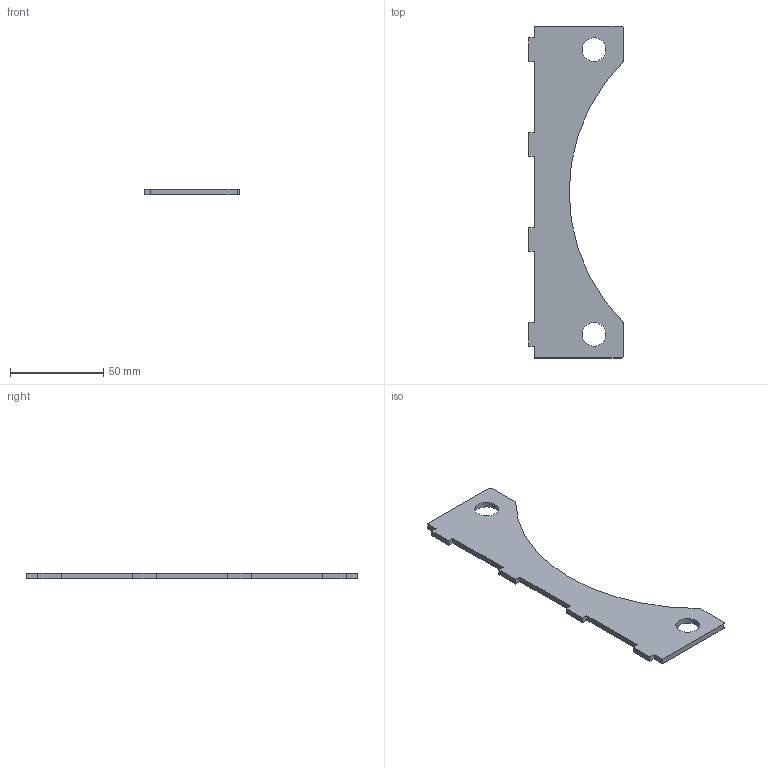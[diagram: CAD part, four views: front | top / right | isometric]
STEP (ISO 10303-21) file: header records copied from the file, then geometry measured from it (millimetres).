
FILE_DESCRIPTION (( 'STEP AP203' ), '1' );
FILE_NAME ('2234255082_Default_sldprt.STEP', '2023-01-20T01:29:00', ( '' ), ( '' ), 'SwSTEP 2.0', 'SolidWorks 2022', '' );
FILE_SCHEMA (( 'CONFIG_CONTROL_DESIGN' ));
Length unit declared in the file: inch
Products named in the file (1): 2234255082_Default_sldprt
Bounding box: 50.8 x 177.8 x 3.05 mm (x, y, z)
Volume: 16991.7 mm3; surface area: 12888.2 mm2
Topology: 1 solids, 1 shells, 32 faces, 90 edges, 60 vertices
Faces by surface type: plane 23, cylinder 9
Entity records: 1119 total; most frequent: CARTESIAN_POINT 183, ORIENTED_EDGE 180, DIRECTION 174, EDGE_CURVE 90, LINE 72, VECTOR 72, VERTEX_POINT 60, AXIS2_PLACEMENT_3D 51
